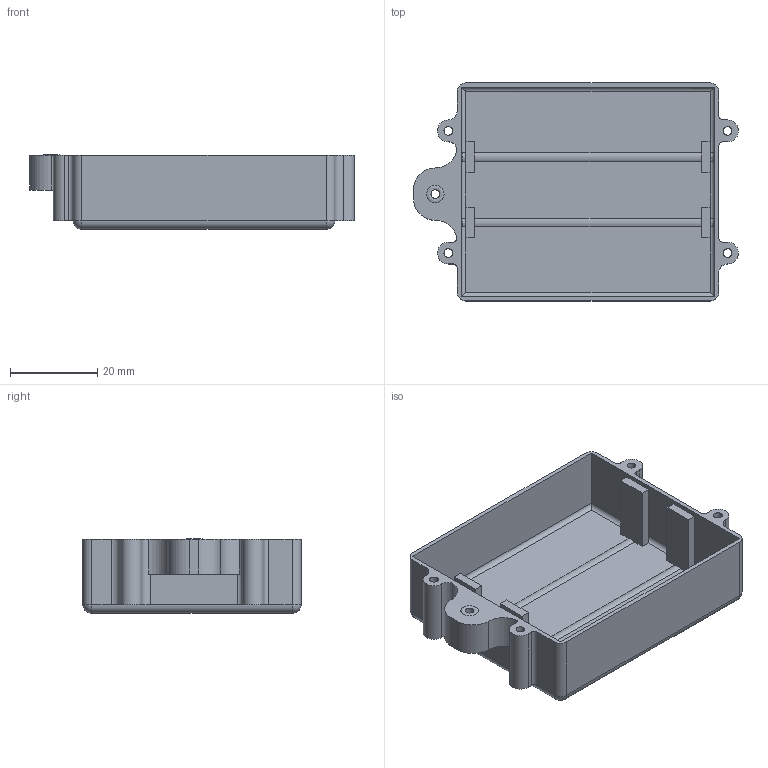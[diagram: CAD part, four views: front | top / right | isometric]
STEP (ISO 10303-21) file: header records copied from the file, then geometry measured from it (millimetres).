
FILE_DESCRIPTION(/* description */ (''),/* implementation_level */ '2;1');
FILE_NAME(/* name */ 'Battery holder.step',/* time_stamp */ '2023-12-13T19:55:46+03:00',/* author */ ('User'),/* organization */ (''),/* preprocessor_version */ 'ST-DEVELOPER v19',/* originating_system */ 'Autodesk Inventor 2023',/* authorisation */ '');
FILE_SCHEMA (('AUTOMOTIVE_DESIGN { 1 0 10303 214 3 1 1 }'));
Length unit declared in the file: millimetre
Products named in the file (1): Battery holder
Bounding box: 74.5 x 50 x 17.13 mm (x, y, z)
Volume: 11917.2 mm3; surface area: 14896.5 mm2
Topology: 1 solids, 1 shells, 106 faces, 276 edges, 171 vertices
Faces by surface type: plane 50, cylinder 39, bspline 12, sphere 4, torus 1
Full cylindrical faces by diameter (mm): 2 x5
Entity records: 3534 total; most frequent: CARTESIAN_POINT 854, DIRECTION 556, ORIENTED_EDGE 544, EDGE_CURVE 272, AXIS2_PLACEMENT_3D 193, LINE 170, VECTOR 170, VERTEX_POINT 169
